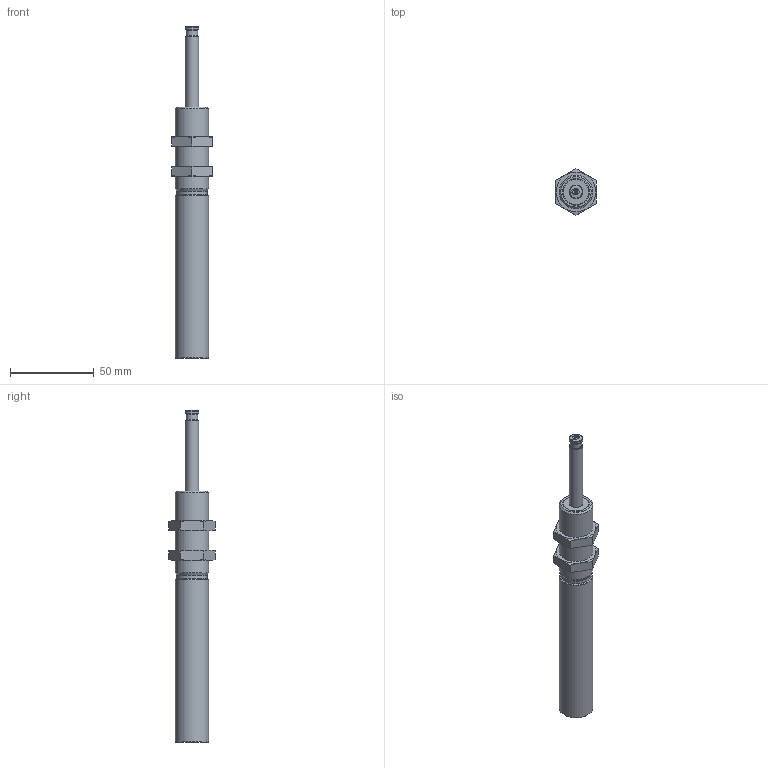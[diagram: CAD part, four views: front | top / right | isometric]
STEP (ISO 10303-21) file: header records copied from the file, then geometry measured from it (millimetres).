
FILE_DESCRIPTION(/* description */ ('STEP AP214'),/* implementation_level */ '2;1');
FILE_NAME(/* name */ '1155691_DYHR-16-40-Y5',/* time_stamp */ '2024-08-23T15:52:15+02:00',/* author */ ('License CC BY-ND 4.0'),/* organization */ ('CADENAS'),/* preprocessor_version */ 'ST-DEVELOPER v19.3',/* originating_system */ 'PARTsolutions',/* authorisation */ ' ');
FILE_SCHEMA (('AUTOMOTIVE_DESIGN {1 0 10303 214 3 1 1}'));
Length unit declared in the file: millimetre
Products named in the file (3): 1155691 DYHR-16-40-Y5---(40); 1155691 DYHR-16-40-Y5p---(40); 237256 YSR-16 M20x1.25-6-24
Assembly tree (3 placements, depth 2):
  1155691 DYHR-16-40-Y5---(40)
    1155691 DYHR-16-40-Y5p---(40)
    237256 YSR-16 M20x1.25-6-24  x2
Bounding box: 24 x 27.71 x 198.56 mm (x, y, z)
Volume: 49368.9 mm3; surface area: 14476.2 mm2
Topology: 3 solids, 3 shells, 74 faces, 163 edges, 101 vertices
Faces by surface type: plane 35, cone 20, cylinder 13, torus 6
Full cylindrical faces by diameter (mm): 5 x1, 7 x1, 8 x2, 15.1 x1, 16 x2, 16.5 x1, 18 x1, 18.376 x2, 20 x2
Entity records: 1596 total; most frequent: CARTESIAN_POINT 315, DIRECTION 258, ORIENTED_EDGE 200, AXIS2_PLACEMENT_3D 111, EDGE_CURVE 100, FACE_BOUND 98, EDGE_LOOP 96, VERTEX_POINT 78
